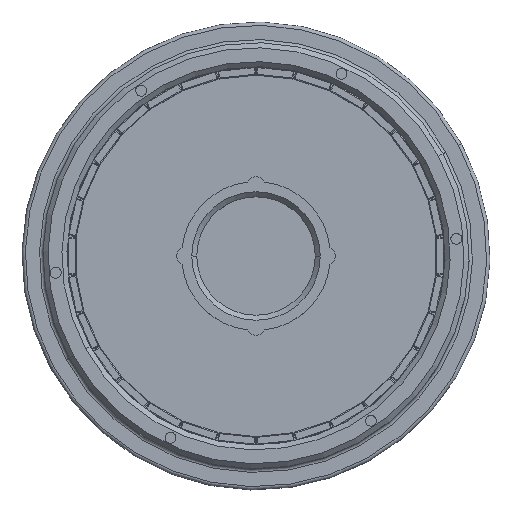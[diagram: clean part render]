
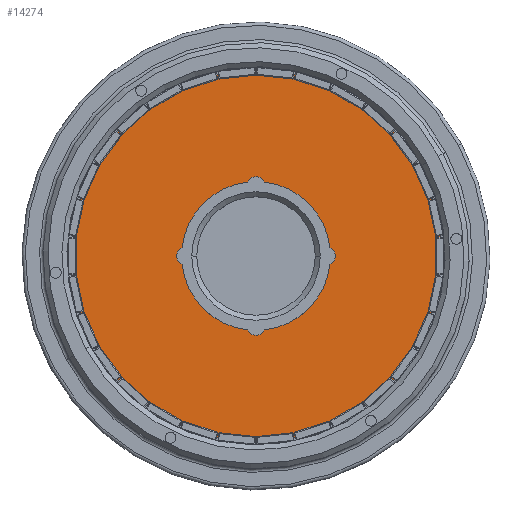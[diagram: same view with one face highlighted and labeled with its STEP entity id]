
A CAD part, top view. The second image highlights one B-rep face of the part: STEP entity #14274.
In plain terms, the highlighted planar face has unit normal (0, 0, 1).
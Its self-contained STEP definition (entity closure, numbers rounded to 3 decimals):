
#14118=CARTESIAN_POINT('Axis2P3D Location',(0.,0.,3.4)) ;
#14122=CARTESIAN_POINT('Vertex',(48.179,26.32,3.4)) ;
#14124=CARTESIAN_POINT('Vertex',(-48.179,-26.32,3.4)) ;
#14144=CARTESIAN_POINT('Axis2P3D Location',(0.,0.,3.4)) ;
#14199=CARTESIAN_POINT('Axis2P3D Location',(0.,0.,3.4)) ;
#14208=CARTESIAN_POINT('Axis2P3D Location',(0.,0.,3.4)) ;
#14212=CARTESIAN_POINT('Vertex',(2.5,-21.857,3.4)) ;
#14214=CARTESIAN_POINT('Vertex',(21.857,-2.5,3.4)) ;
#14217=CARTESIAN_POINT('Axis2P3D Location',(0.,-20.712,3.4)) ;
#14221=CARTESIAN_POINT('Vertex',(-2.5,-21.857,3.4)) ;
#14224=CARTESIAN_POINT('Axis2P3D Location',(0.,0.,3.4)) ;
#14228=CARTESIAN_POINT('Vertex',(-21.857,-2.5,3.4)) ;
#14231=CARTESIAN_POINT('Axis2P3D Location',(-20.712,0.,3.4)) ;
#14235=CARTESIAN_POINT('Vertex',(-21.857,2.5,3.4)) ;
#14238=CARTESIAN_POINT('Axis2P3D Location',(0.,0.,3.4)) ;
#14242=CARTESIAN_POINT('Vertex',(-2.5,21.857,3.4)) ;
#14245=CARTESIAN_POINT('Axis2P3D Location',(0.,20.712,3.4)) ;
#14249=CARTESIAN_POINT('Vertex',(2.5,21.857,3.4)) ;
#14252=CARTESIAN_POINT('Axis2P3D Location',(0.,0.,3.4)) ;
#14256=CARTESIAN_POINT('Vertex',(21.857,2.5,3.4)) ;
#14259=CARTESIAN_POINT('Axis2P3D Location',(20.712,0.,3.4)) ;
#14119=DIRECTION('Axis2P3D Direction',(0.,0.,1.)) ;
#14145=DIRECTION('Axis2P3D Direction',(0.,0.,1.)) ;
#14200=DIRECTION('Axis2P3D Direction',(0.,0.,1.)) ;
#14201=DIRECTION('Axis2P3D XDirection',(1.,0.,0.)) ;
#14209=DIRECTION('Axis2P3D Direction',(0.,0.,1.)) ;
#14218=DIRECTION('Axis2P3D Direction',(0.,0.,1.)) ;
#14225=DIRECTION('Axis2P3D Direction',(0.,0.,1.)) ;
#14232=DIRECTION('Axis2P3D Direction',(0.,0.,1.)) ;
#14239=DIRECTION('Axis2P3D Direction',(0.,0.,1.)) ;
#14246=DIRECTION('Axis2P3D Direction',(0.,0.,1.)) ;
#14253=DIRECTION('Axis2P3D Direction',(0.,0.,1.)) ;
#14260=DIRECTION('Axis2P3D Direction',(0.,0.,1.)) ;
#14120=AXIS2_PLACEMENT_3D('Circle Axis2P3D',#14118,#14119,$) ;
#14146=AXIS2_PLACEMENT_3D('Circle Axis2P3D',#14144,#14145,$) ;
#14202=AXIS2_PLACEMENT_3D('Plane Axis2P3D',#14199,#14200,#14201) ;
#14210=AXIS2_PLACEMENT_3D('Circle Axis2P3D',#14208,#14209,$) ;
#14219=AXIS2_PLACEMENT_3D('Circle Axis2P3D',#14217,#14218,$) ;
#14226=AXIS2_PLACEMENT_3D('Circle Axis2P3D',#14224,#14225,$) ;
#14233=AXIS2_PLACEMENT_3D('Circle Axis2P3D',#14231,#14232,$) ;
#14240=AXIS2_PLACEMENT_3D('Circle Axis2P3D',#14238,#14239,$) ;
#14247=AXIS2_PLACEMENT_3D('Circle Axis2P3D',#14245,#14246,$) ;
#14254=AXIS2_PLACEMENT_3D('Circle Axis2P3D',#14252,#14253,$) ;
#14261=AXIS2_PLACEMENT_3D('Circle Axis2P3D',#14259,#14260,$) ;
#14205=ORIENTED_EDGE('',*,*,#14126,.T.) ;
#14206=ORIENTED_EDGE('',*,*,#14148,.T.) ;
#14265=ORIENTED_EDGE('',*,*,#14216,.F.) ;
#14266=ORIENTED_EDGE('',*,*,#14223,.F.) ;
#14267=ORIENTED_EDGE('',*,*,#14230,.F.) ;
#14268=ORIENTED_EDGE('',*,*,#14237,.F.) ;
#14269=ORIENTED_EDGE('',*,*,#14244,.F.) ;
#14270=ORIENTED_EDGE('',*,*,#14251,.F.) ;
#14271=ORIENTED_EDGE('',*,*,#14258,.F.) ;
#14272=ORIENTED_EDGE('',*,*,#14263,.F.) ;
#14273=FACE_BOUND('',#14264,.T.) ;
#14274=ADVANCED_FACE('',(#14207,#14273),#14203,.T.) ;
#14121=CIRCLE('generated circle',#14120,54.9) ;
#14147=CIRCLE('generated circle',#14146,54.9) ;
#14211=CIRCLE('generated circle',#14210,22.) ;
#14220=CIRCLE('generated circle',#14219,2.75) ;
#14227=CIRCLE('generated circle',#14226,22.) ;
#14234=CIRCLE('generated circle',#14233,2.75) ;
#14241=CIRCLE('generated circle',#14240,22.) ;
#14248=CIRCLE('generated circle',#14247,2.75) ;
#14255=CIRCLE('generated circle',#14254,22.) ;
#14262=CIRCLE('generated circle',#14261,2.75) ;
#14126=EDGE_CURVE('',#14123,#14125,#14121,.T.) ;
#14148=EDGE_CURVE('',#14125,#14123,#14147,.T.) ;
#14216=EDGE_CURVE('',#14213,#14215,#14211,.T.) ;
#14223=EDGE_CURVE('',#14222,#14213,#14220,.T.) ;
#14230=EDGE_CURVE('',#14229,#14222,#14227,.T.) ;
#14237=EDGE_CURVE('',#14236,#14229,#14234,.T.) ;
#14244=EDGE_CURVE('',#14243,#14236,#14241,.T.) ;
#14251=EDGE_CURVE('',#14250,#14243,#14248,.T.) ;
#14258=EDGE_CURVE('',#14257,#14250,#14255,.T.) ;
#14263=EDGE_CURVE('',#14215,#14257,#14262,.T.) ;
#14204=EDGE_LOOP('',(#14205,#14206)) ;
#14264=EDGE_LOOP('',(#14265,#14266,#14267,#14268,#14269,#14270,#14271,#14272)) ;
#14207=FACE_OUTER_BOUND('',#14204,.T.) ;
#14203=PLANE('Plane',#14202) ;
#14123=VERTEX_POINT('',#14122) ;
#14125=VERTEX_POINT('',#14124) ;
#14213=VERTEX_POINT('',#14212) ;
#14215=VERTEX_POINT('',#14214) ;
#14222=VERTEX_POINT('',#14221) ;
#14229=VERTEX_POINT('',#14228) ;
#14236=VERTEX_POINT('',#14235) ;
#14243=VERTEX_POINT('',#14242) ;
#14250=VERTEX_POINT('',#14249) ;
#14257=VERTEX_POINT('',#14256) ;
